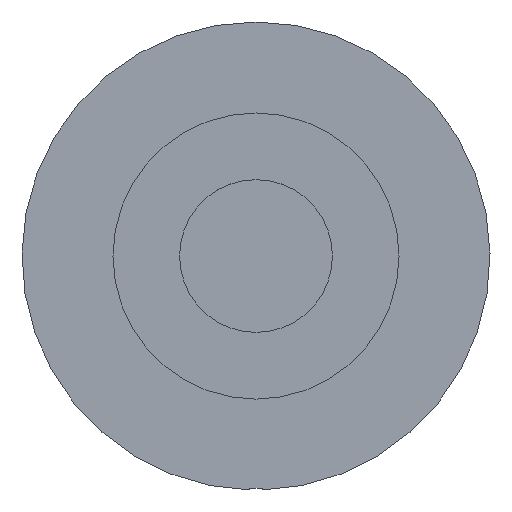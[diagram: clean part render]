
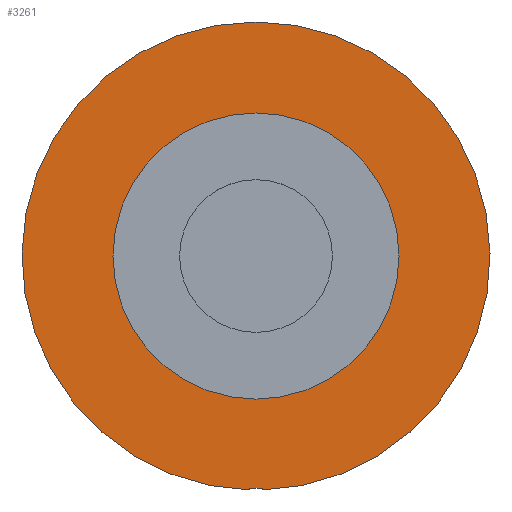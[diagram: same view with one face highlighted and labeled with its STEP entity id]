
A CAD part, front view. The second image highlights one B-rep face of the part: STEP entity #3261.
In plain terms, the highlighted planar face has unit normal (0, -1, 0).
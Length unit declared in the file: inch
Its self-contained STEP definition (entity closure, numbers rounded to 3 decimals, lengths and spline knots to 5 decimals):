
#48 = FACE_OUTER_BOUND ( 'NONE', #631, .T. ) ;
#78 = DIRECTION ( 'NONE',  ( 0., 0., -1. ) ) ;
#118 = VECTOR ( 'NONE', #735, 39.37008 ) ;
#185 = VERTEX_POINT ( 'NONE', #4734 ) ;
#257 = DIRECTION ( 'NONE',  ( 0., 0., -1. ) ) ;
#354 = DIRECTION ( 'NONE',  ( 0., 1., 0. ) ) ;
#362 = EDGE_CURVE ( 'NONE', #3215, #2709, #4808, .T. ) ;
#374 = CARTESIAN_POINT ( 'NONE',  ( -0.01, 0., -0.3833 ) ) ;
#530 = AXIS2_PLACEMENT_3D ( 'NONE', #2617, #4456, #257 ) ;
#607 = AXIS2_PLACEMENT_3D ( 'NONE', #2288, #354, #4620 ) ;
#631 = EDGE_LOOP ( 'NONE', ( #2741, #1813, #3209, #2425 ) ) ;
#735 = DIRECTION ( 'NONE',  ( -1., 0., 0. ) ) ;
#789 = DIRECTION ( 'NONE',  ( 0., -1., 0. ) ) ;
#849 = VERTEX_POINT ( 'NONE', #1411 ) ;
#882 = VERTEX_POINT ( 'NONE', #2651 ) ;
#975 = EDGE_CURVE ( 'NONE', #849, #3215, #2311, .T. ) ;
#1046 = DIRECTION ( 'NONE',  ( 0., 0., 1. ) ) ;
#1117 = LINE ( 'NONE', #2633, #118 ) ;
#1189 = AXIS2_PLACEMENT_3D ( 'NONE', #3771, #789, #78 ) ;
#1207 = FACE_BOUND ( 'NONE', #3693, .T. ) ;
#1368 = CARTESIAN_POINT ( 'NONE',  ( 0.01, 0., -0.3833 ) ) ;
#1390 = CARTESIAN_POINT ( 'NONE',  ( -0.01, 0., -0.38587 ) ) ;
#1411 = CARTESIAN_POINT ( 'NONE',  ( -0.01, 0., -0.3833 ) ) ;
#1432 = CARTESIAN_POINT ( 'NONE',  ( 0., 0., 0. ) ) ;
#1797 = LINE ( 'NONE', #1368, #4210 ) ;
#1813 = ORIENTED_EDGE ( 'NONE', *, *, #975, .F. ) ;
#1948 = DIRECTION ( 'NONE',  ( 0., 0., -1. ) ) ;
#1949 = ORIENTED_EDGE ( 'NONE', *, *, #4240, .F. ) ;
#2001 = CIRCLE ( 'NONE', #530, 0.236 ) ;
#2109 = EDGE_CURVE ( 'NONE', #185, #849, #1117, .T. ) ;
#2288 = CARTESIAN_POINT ( 'NONE',  ( 0., 0., 0. ) ) ;
#2311 = LINE ( 'NONE', #374, #4497 ) ;
#2314 = PLANE ( 'NONE',  #607 ) ;
#2424 = AXIS2_PLACEMENT_3D ( 'NONE', #1432, #2935, #1046 ) ;
#2425 = ORIENTED_EDGE ( 'NONE', *, *, #4908, .F. ) ;
#2482 = ORIENTED_EDGE ( 'NONE', *, *, #4699, .F. ) ;
#2617 = CARTESIAN_POINT ( 'NONE',  ( 0., 0., 0. ) ) ;
#2633 = CARTESIAN_POINT ( 'NONE',  ( -0.01, 0., -0.3833 ) ) ;
#2651 = CARTESIAN_POINT ( 'NONE',  ( 0., 0., 0.236 ) ) ;
#2709 = VERTEX_POINT ( 'NONE', #3582 ) ;
#2713 = VERTEX_POINT ( 'NONE', #2761 ) ;
#2741 = ORIENTED_EDGE ( 'NONE', *, *, #362, .F. ) ;
#2761 = CARTESIAN_POINT ( 'NONE',  ( 0., 0., -0.236 ) ) ;
#2935 = DIRECTION ( 'NONE',  ( 0., 1., 0. ) ) ;
#3173 = CIRCLE ( 'NONE', #1189, 0.236 ) ;
#3209 = ORIENTED_EDGE ( 'NONE', *, *, #2109, .F. ) ;
#3215 = VERTEX_POINT ( 'NONE', #1390 ) ;
#3261 = ADVANCED_FACE ( 'NONE', ( #1207, #48 ), #2314, .F. ) ;
#3327 = DIRECTION ( 'NONE',  ( 0., 0., 1. ) ) ;
#3582 = CARTESIAN_POINT ( 'NONE',  ( 0.01, 0., -0.38587 ) ) ;
#3693 = EDGE_LOOP ( 'NONE', ( #1949, #2482 ) ) ;
#3771 = CARTESIAN_POINT ( 'NONE',  ( 0., 0., 0. ) ) ;
#4210 = VECTOR ( 'NONE', #3327, 39.37008 ) ;
#4240 = EDGE_CURVE ( 'NONE', #2713, #882, #2001, .T. ) ;
#4456 = DIRECTION ( 'NONE',  ( 0., -1., 0. ) ) ;
#4497 = VECTOR ( 'NONE', #1948, 39.37008 ) ;
#4620 = DIRECTION ( 'NONE',  ( 0., 0., 1. ) ) ;
#4699 = EDGE_CURVE ( 'NONE', #882, #2713, #3173, .T. ) ;
#4734 = CARTESIAN_POINT ( 'NONE',  ( 0.01, 0., -0.3833 ) ) ;
#4808 = CIRCLE ( 'NONE', #2424, 0.386 ) ;
#4908 = EDGE_CURVE ( 'NONE', #2709, #185, #1797, .T. ) ;
